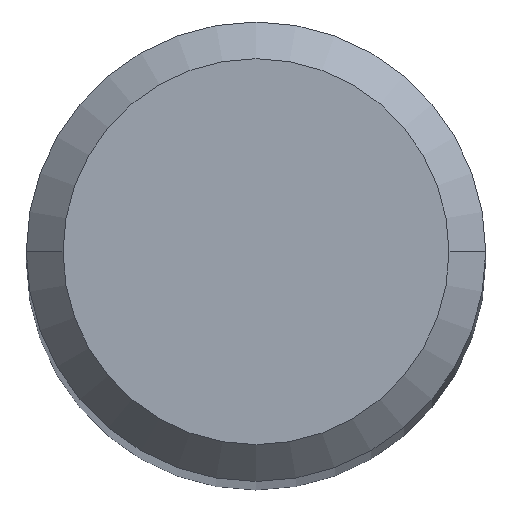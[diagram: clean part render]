
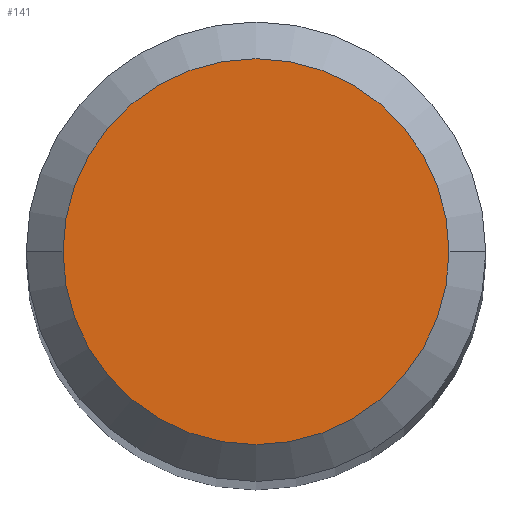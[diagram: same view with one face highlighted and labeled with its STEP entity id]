
A CAD part, top view. The second image highlights one B-rep face of the part: STEP entity #141.
In plain terms, the highlighted planar face has unit normal (0, 0, 1).
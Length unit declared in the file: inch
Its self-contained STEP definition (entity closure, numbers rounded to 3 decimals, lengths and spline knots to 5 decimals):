
#1 = ORIENTED_EDGE ( 'NONE', *, *, #180, .T. ) ;
#19 = CIRCLE ( 'NONE', #64, 0.07875 ) ;
#24 = DIRECTION ( 'NONE',  ( 1., 0., 0. ) ) ;
#28 = AXIS2_PLACEMENT_3D ( 'NONE', #195, #151, #30 ) ;
#29 = VERTEX_POINT ( 'NONE', #69 ) ;
#30 = DIRECTION ( 'NONE',  ( 1., 0., 0. ) ) ;
#45 = CARTESIAN_POINT ( 'NONE',  ( 0., 0., 2. ) ) ;
#63 = AXIS2_PLACEMENT_3D ( 'NONE', #45, #165, #24 ) ;
#64 = AXIS2_PLACEMENT_3D ( 'NONE', #157, #112, #150 ) ;
#67 = EDGE_CURVE ( 'NONE', #29, #198, #74, .T. ) ;
#69 = CARTESIAN_POINT ( 'NONE',  ( 0.07875, 0., 2. ) ) ;
#74 = CIRCLE ( 'NONE', #63, 0.07875 ) ;
#76 = FACE_OUTER_BOUND ( 'NONE', #110, .T. ) ;
#90 = PLANE ( 'NONE',  #28 ) ;
#93 = CARTESIAN_POINT ( 'NONE',  ( -0.07875, 0., 2. ) ) ;
#94 = ORIENTED_EDGE ( 'NONE', *, *, #67, .T. ) ;
#110 = EDGE_LOOP ( 'NONE', ( #1, #94 ) ) ;
#112 = DIRECTION ( 'NONE',  ( 0., 0., 1. ) ) ;
#141 = ADVANCED_FACE ( 'NONE', ( #76 ), #90, .T. ) ;
#150 = DIRECTION ( 'NONE',  ( 1., 0., 0. ) ) ;
#151 = DIRECTION ( 'NONE',  ( 0., 0., 1. ) ) ;
#157 = CARTESIAN_POINT ( 'NONE',  ( 0., 0., 2. ) ) ;
#165 = DIRECTION ( 'NONE',  ( 0., 0., 1. ) ) ;
#180 = EDGE_CURVE ( 'NONE', #198, #29, #19, .T. ) ;
#195 = CARTESIAN_POINT ( 'NONE',  ( 0., 0., 2. ) ) ;
#198 = VERTEX_POINT ( 'NONE', #93 ) ;
